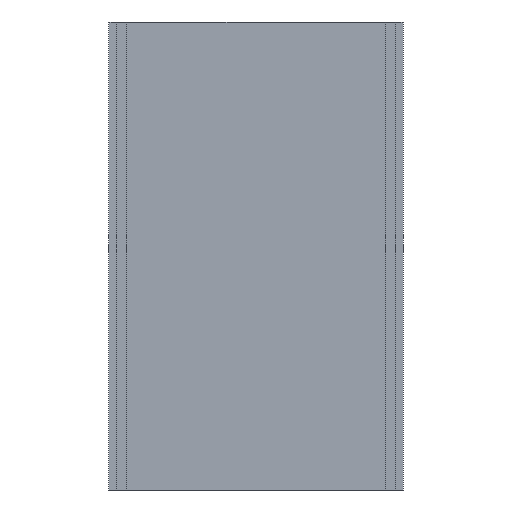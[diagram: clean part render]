
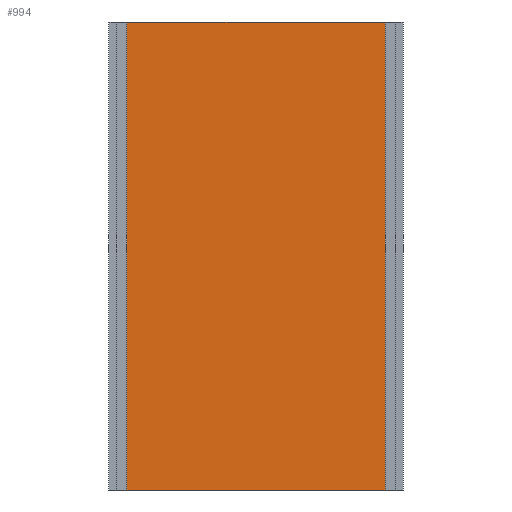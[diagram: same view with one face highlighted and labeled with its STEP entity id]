
A CAD part, front view. The second image highlights one B-rep face of the part: STEP entity #994.
In plain terms, the highlighted planar face has unit normal (0, -1, 0).
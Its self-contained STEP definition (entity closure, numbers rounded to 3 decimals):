
#649=CARTESIAN_POINT('',(-462.517,856.684,-47.016));
#650=VERTEX_POINT('',#649);
#657=CARTESIAN_POINT('',(-562.517,856.684,-47.016));
#658=VERTEX_POINT('',#657);
#659=CARTESIAN_POINT('',(-462.517,856.684,-47.016));
#660=DIRECTION('',(-1.,-0.,-0.));
#661=VECTOR('',#660,100.);
#662=LINE('',#659,#661);
#663=EDGE_CURVE('',#650,#658,#662,.T.);
#954=CARTESIAN_POINT('',(-462.517,856.684,133.984));
#955=VERTEX_POINT('',#954);
#962=CARTESIAN_POINT('',(-462.517,856.684,133.984));
#963=DIRECTION('',(0.,0.,-1.));
#964=VECTOR('',#963,181.);
#965=LINE('',#962,#964);
#966=EDGE_CURVE('',#955,#650,#965,.T.);
#971=CARTESIAN_POINT('',(-512.542,856.684,172.984));
#972=DIRECTION('',(0.,-1.,-0.));
#973=DIRECTION('',(1.,0.,0.));
#974=AXIS2_PLACEMENT_3D('',#971,#972,#973);
#975=PLANE('',#974);
#976=ORIENTED_EDGE('',*,*,#663,.F.);
#977=ORIENTED_EDGE('',*,*,#966,.F.);
#978=CARTESIAN_POINT('',(-562.517,856.684,133.984));
#979=VERTEX_POINT('',#978);
#980=CARTESIAN_POINT('',(-462.517,856.684,133.984));
#981=DIRECTION('',(-1.,-0.,-0.));
#982=VECTOR('',#981,100.);
#983=LINE('',#980,#982);
#984=EDGE_CURVE('',#955,#979,#983,.T.);
#985=ORIENTED_EDGE('',*,*,#984,.T.);
#986=CARTESIAN_POINT('',(-562.517,856.684,133.984));
#987=DIRECTION('',(0.,0.,-1.));
#988=VECTOR('',#987,181.);
#989=LINE('',#986,#988);
#990=EDGE_CURVE('',#979,#658,#989,.T.);
#991=ORIENTED_EDGE('',*,*,#990,.T.);
#992=EDGE_LOOP('',(#976,#977,#985,#991));
#993=FACE_BOUND('',#992,.T.);
#994=ADVANCED_FACE('',(#993),#975,.T.);
